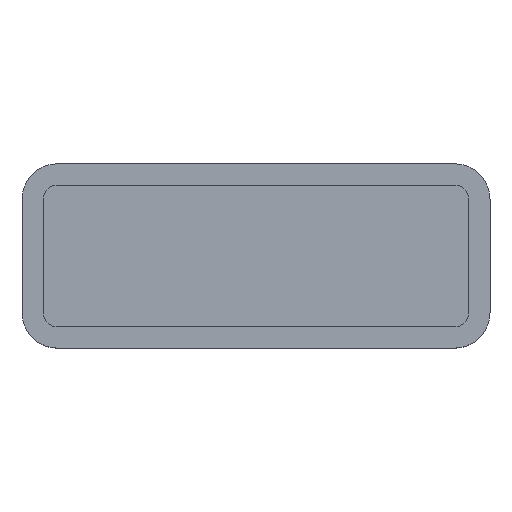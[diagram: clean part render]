
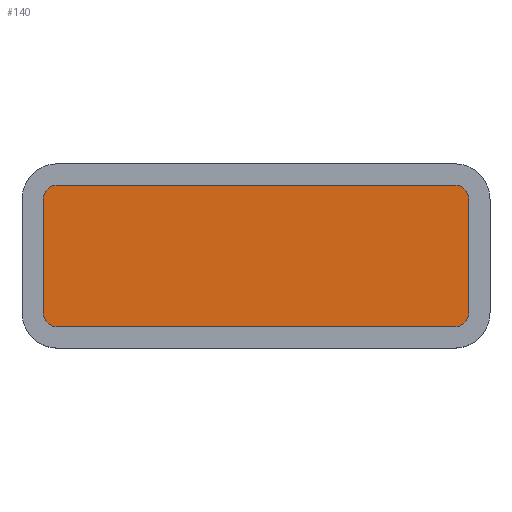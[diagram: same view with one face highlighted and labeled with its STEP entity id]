
A CAD part, top view. The second image highlights one B-rep face of the part: STEP entity #140.
In plain terms, the highlighted planar face has unit normal (0, 0, 1).
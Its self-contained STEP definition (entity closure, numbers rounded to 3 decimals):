
#39 = AXIS2_PLACEMENT_3D ( 'NONE', #379, #418, #410 ) ;
#71 = CIRCLE ( 'NONE', #73, 2. ) ;
#73 = AXIS2_PLACEMENT_3D ( 'NONE', #582, #584, #587 ) ;
#81 = VECTOR ( 'NONE', #588, 1000. ) ;
#82 = CIRCLE ( 'NONE', #104, 2. ) ;
#83 = VECTOR ( 'NONE', #652, 1000. ) ;
#96 = AXIS2_PLACEMENT_3D ( 'NONE', #657, #645, #635 ) ;
#101 = VECTOR ( 'NONE', #676, 1000. ) ;
#103 = CIRCLE ( 'NONE', #112, 2. ) ;
#104 = AXIS2_PLACEMENT_3D ( 'NONE', #634, #668, #646 ) ;
#105 = CIRCLE ( 'NONE', #96, 2. ) ;
#112 = AXIS2_PLACEMENT_3D ( 'NONE', #595, #612, #596 ) ;
#113 = VECTOR ( 'NONE', #627, 1000. ) ;
#140 = ADVANCED_FACE ( 'NONE', ( #395 ), #372, .T. ) ;
#192 = VERTEX_POINT ( 'NONE', #509 ) ;
#195 = VERTEX_POINT ( 'NONE', #548 ) ;
#196 = VERTEX_POINT ( 'NONE', #577 ) ;
#201 = VERTEX_POINT ( 'NONE', #571 ) ;
#219 = VERTEX_POINT ( 'NONE', #527 ) ;
#221 = VERTEX_POINT ( 'NONE', #543 ) ;
#247 = VERTEX_POINT ( 'NONE', #562 ) ;
#249 = VERTEX_POINT ( 'NONE', #569 ) ;
#293 = EDGE_LOOP ( 'NONE', ( #350, #824, #831, #368, #357, #837, #830, #353 ) ) ;
#350 = ORIENTED_EDGE ( 'NONE', *, *, #884, .T. ) ;
#353 = ORIENTED_EDGE ( 'NONE', *, *, #886, .T. ) ;
#357 = ORIENTED_EDGE ( 'NONE', *, *, #879, .T. ) ;
#368 = ORIENTED_EDGE ( 'NONE', *, *, #873, .T. ) ;
#372 = PLANE ( 'NONE',  #39 ) ;
#379 = CARTESIAN_POINT ( 'NONE',  ( 28., 8., 2. ) ) ;
#395 = FACE_OUTER_BOUND ( 'NONE', #293, .T. ) ;
#410 = DIRECTION ( 'NONE',  ( 1., 0., 0. ) ) ;
#418 = DIRECTION ( 'NONE',  ( 0., 0., 1. ) ) ;
#509 = CARTESIAN_POINT ( 'NONE',  ( 30., -8., 2. ) ) ;
#527 = CARTESIAN_POINT ( 'NONE',  ( 28., 10., 2. ) ) ;
#543 = CARTESIAN_POINT ( 'NONE',  ( 30., 8., 2. ) ) ;
#548 = CARTESIAN_POINT ( 'NONE',  ( 28., -10., 2. ) ) ;
#562 = CARTESIAN_POINT ( 'NONE',  ( -30., -8., 2. ) ) ;
#569 = CARTESIAN_POINT ( 'NONE',  ( -28., 10., 2. ) ) ;
#571 = CARTESIAN_POINT ( 'NONE',  ( -28., -10., 2. ) ) ;
#577 = CARTESIAN_POINT ( 'NONE',  ( -30., 8., 2. ) ) ;
#582 = CARTESIAN_POINT ( 'NONE',  ( 28., -8., 2. ) ) ;
#584 = DIRECTION ( 'NONE',  ( 0., 0., 1. ) ) ;
#587 = DIRECTION ( 'NONE',  ( 1., 0., 0. ) ) ;
#588 = DIRECTION ( 'NONE',  ( 0., -1., 0. ) ) ;
#591 = LINE ( 'NONE', #601, #81 ) ;
#595 = CARTESIAN_POINT ( 'NONE',  ( -28., -8., 2. ) ) ;
#596 = DIRECTION ( 'NONE',  ( 1., 0., 0. ) ) ;
#601 = CARTESIAN_POINT ( 'NONE',  ( -30., 8., 2. ) ) ;
#612 = DIRECTION ( 'NONE',  ( 0., 0., 1. ) ) ;
#619 = LINE ( 'NONE', #625, #83 ) ;
#625 = CARTESIAN_POINT ( 'NONE',  ( 28., 10., 2. ) ) ;
#627 = DIRECTION ( 'NONE',  ( 0., 1., 0. ) ) ;
#634 = CARTESIAN_POINT ( 'NONE',  ( 28., 8., 2. ) ) ;
#635 = DIRECTION ( 'NONE',  ( 1., 0., 0. ) ) ;
#643 = CARTESIAN_POINT ( 'NONE',  ( -28., -10., 2. ) ) ;
#645 = DIRECTION ( 'NONE',  ( 0., 0., 1. ) ) ;
#646 = DIRECTION ( 'NONE',  ( 1., 0., 0. ) ) ;
#648 = LINE ( 'NONE', #649, #113 ) ;
#649 = CARTESIAN_POINT ( 'NONE',  ( 30., -8., 2. ) ) ;
#652 = DIRECTION ( 'NONE',  ( -1., 0., 0. ) ) ;
#657 = CARTESIAN_POINT ( 'NONE',  ( -28., 8., 2. ) ) ;
#661 = LINE ( 'NONE', #643, #101 ) ;
#668 = DIRECTION ( 'NONE',  ( 0., 0., 1. ) ) ;
#676 = DIRECTION ( 'NONE',  ( 1., 0., 0. ) ) ;
#824 = ORIENTED_EDGE ( 'NONE', *, *, #885, .T. ) ;
#830 = ORIENTED_EDGE ( 'NONE', *, *, #871, .T. ) ;
#831 = ORIENTED_EDGE ( 'NONE', *, *, #887, .T. ) ;
#837 = ORIENTED_EDGE ( 'NONE', *, *, #898, .T. ) ;
#871 = EDGE_CURVE ( 'NONE', #195, #192, #71, .T. ) ;
#873 = EDGE_CURVE ( 'NONE', #196, #247, #591, .T. ) ;
#879 = EDGE_CURVE ( 'NONE', #247, #201, #103, .T. ) ;
#884 = EDGE_CURVE ( 'NONE', #221, #219, #82, .T. ) ;
#885 = EDGE_CURVE ( 'NONE', #219, #249, #619, .T. ) ;
#886 = EDGE_CURVE ( 'NONE', #192, #221, #648, .T. ) ;
#887 = EDGE_CURVE ( 'NONE', #249, #196, #105, .T. ) ;
#898 = EDGE_CURVE ( 'NONE', #201, #195, #661, .T. ) ;
